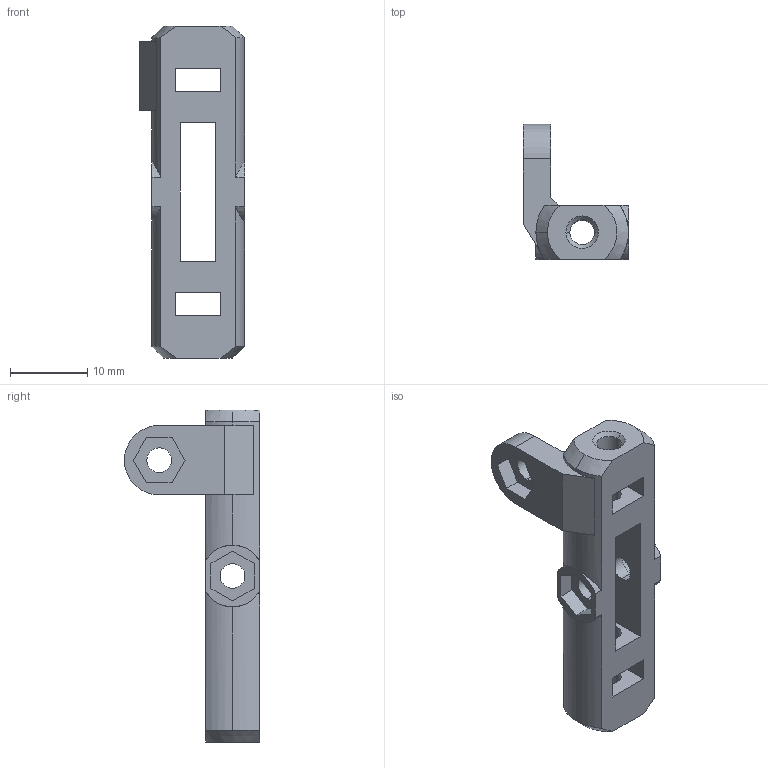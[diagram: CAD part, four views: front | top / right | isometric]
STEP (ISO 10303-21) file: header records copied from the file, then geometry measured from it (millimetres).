
FILE_DESCRIPTION (( 'STEP AP203' ), '1' );
FILE_NAME ('pivot-beam.step', '2015-02-17T12:47:43', ( 'Cesar' ), ( '' ), 'SwSTEP 2.0', 'SolidWorks 2013', '' );
FILE_SCHEMA (( 'CONFIG_CONTROL_DESIGN' ));
Length unit declared in the file: millimetre
Products named in the file (1): pivot-beam
Bounding box: 13.6 x 17.5 x 43 mm (x, y, z)
Volume: 2575.8 mm3; surface area: 2464.4 mm2
Topology: 1 solids, 1 shells, 81 faces, 217 edges, 141 vertices
Faces by surface type: plane 39, cylinder 32, cone 10
Entity records: 2763 total; most frequent: CARTESIAN_POINT 592, ORIENTED_EDGE 434, DIRECTION 428, EDGE_CURVE 217, AXIS2_PLACEMENT_3D 145, VERTEX_POINT 141, VECTOR 138, LINE 138
